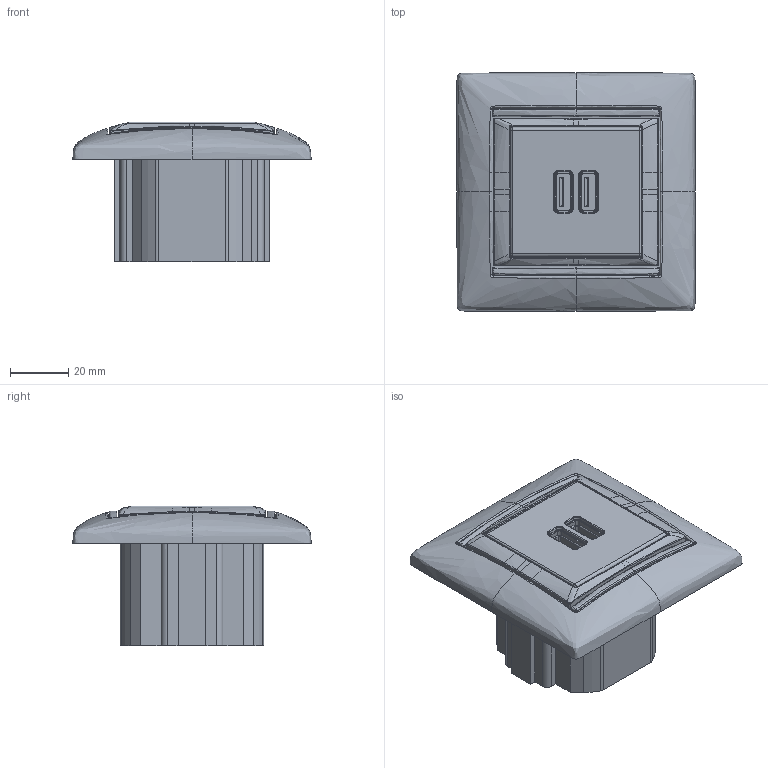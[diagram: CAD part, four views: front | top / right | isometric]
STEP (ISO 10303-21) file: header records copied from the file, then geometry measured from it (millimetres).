
FILE_DESCRIPTION (( 'STEP AP214' ), '1' );
FILE_NAME ('770470.STEP', '2025-09-02T10:23:00', ( '' ), ( '' ), 'SwSTEP 2.0', 'SolidWorks 2022', '' );
FILE_SCHEMA (( 'AUTOMOTIVE_DESIGN' ));
Length unit declared in the file: millimetre
Products named in the file (1): 770470
Bounding box: 82 x 82 x 48.13 mm (x, y, z)
Surface area: 32017.1 mm2 (no closed solid volume)
Topology: 0 solids, 25 shells, 1069 faces, 2679 edges, 1643 vertices
Faces by surface type: plane 474, bspline 386, cylinder 143, sphere 30, cone 28, torus 8
Entity records: 92756 total; most frequent: CARTESIAN_POINT 74231, ORIENTED_EDGE 5242, EDGE_CURVE 2629, B_SPLINE_CURVE_WITH_KNOTS 2571, VERTEX_POINT 1619, DIRECTION 1348, EDGE_LOOP 1082, FACE_OUTER_BOUND 1059
